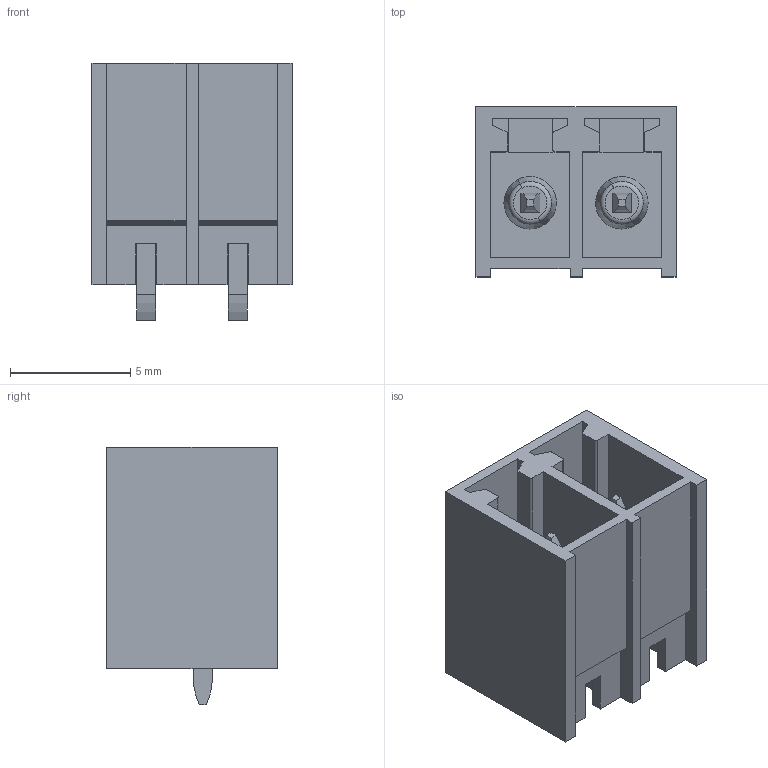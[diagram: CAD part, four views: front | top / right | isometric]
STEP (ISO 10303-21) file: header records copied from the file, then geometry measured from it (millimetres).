
FILE_DESCRIPTION(('CATIA V5 STEP Exchange','CAx-IF Rec.Pracs.--- Model Styling and Organization---1.2---2011-12-15'),'2;1');
FILE_NAME ('D1457739_0_1864050000_1864050000.stp','2018-10-13T04:36:11+00:00',('none'),('Weidmueller'),'CATIA Version 5-6 Release 2014','CATIA V5 STEP AP214','none');
FILE_SCHEMA(('AUTOMOTIVE_DESIGN { 1 0 10303 214 1 1 1 1 }'));
Length unit declared in the file: millimetre
Products named in the file (1): 1864050000
Bounding box: 8.31 x 7.07 x 10.7 mm (x, y, z)
Volume: 235.3 mm3; surface area: 850.3 mm2
Topology: 3 solids, 3 shells, 138 faces, 386 edges, 260 vertices
Faces by surface type: plane 112, cylinder 18, torus 4, cone 4
Entity records: 4185 total; most frequent: CARTESIAN_POINT 773, ORIENTED_EDGE 772, DIRECTION 566, EDGE_CURVE 386, VECTOR 334, LINE 334, VERTEX_POINT 260, EDGE_LOOP 148
